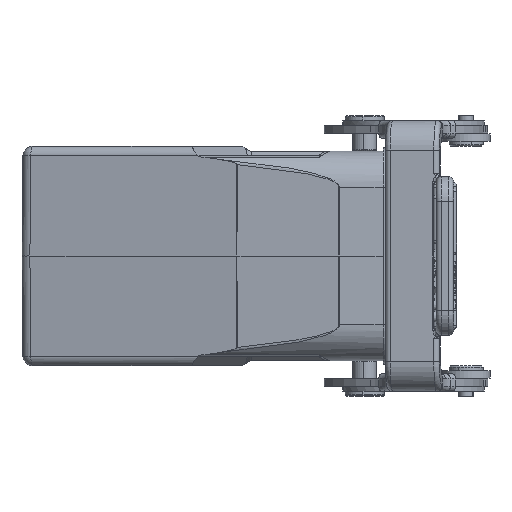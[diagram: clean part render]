
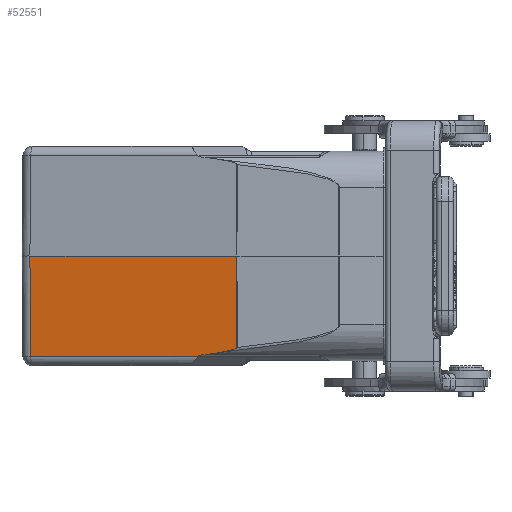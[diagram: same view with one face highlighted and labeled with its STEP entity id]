
A CAD part, left-side view. The second image highlights one B-rep face of the part: STEP entity #52551.
In plain terms, the highlighted planar face has unit normal (-0.982, 0.191, -0.009).
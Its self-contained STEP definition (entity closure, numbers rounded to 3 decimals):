
#4452=CARTESIAN_POINT('',(-43.44,5.83,
-20.136));
#4453=CARTESIAN_POINT('',(-43.487,5.586,
-20.103));
#4454=CARTESIAN_POINT('',(-43.582,5.101,
-20.035));
#4455=CARTESIAN_POINT('',(-43.724,4.38,
-19.928));
#4456=CARTESIAN_POINT('',(-43.815,3.912,
-19.855));
#4457=CARTESIAN_POINT('',(-43.861,3.676,
-19.818));
#13959=DIRECTION('',(-0.13,-0.634,0.763));
#13960=VECTOR('',#13959,0.221);
#13961=CARTESIAN_POINT('',(-43.023,7.954,
-20.517));
#13962=LINE('',#13961,#13960);
#13971=DIRECTION('',(-0.007,0.009,1.));
#13972=VECTOR('',#13971,20.519);
#13973=CARTESIAN_POINT('',(-36.366,42.203,
-20.517));
#13974=LINE('',#13973,#13972);
#13975=DIRECTION('',(-0.191,-0.982,0.));
#13976=VECTOR('',#13975,43.124);
#13977=CARTESIAN_POINT('',(-36.514,42.382,
0.));
#13978=LINE('',#13977,#13976);
#13984=CARTESIAN_POINT('',(-43.052,7.814,-20.349));
#13985=CARTESIAN_POINT('',(-43.181,7.151,
-20.296));
#13986=CARTESIAN_POINT('',(-43.311,6.489,
-20.227));
#13987=CARTESIAN_POINT('',(-43.44,5.83,
-20.136));
#14039=DIRECTION('',(-0.191,-0.982,
0.));
#14040=VECTOR('',#14039,34.889);
#14041=CARTESIAN_POINT('',(-36.366,42.203,
-20.517));
#14042=LINE('',#14041,#14040);
#14127=CARTESIAN_POINT('',(-43.861,3.676,
-19.818));
#14128=CARTESIAN_POINT('',(-43.903,3.459,
-19.783));
#14129=CARTESIAN_POINT('',(-43.985,3.046,
-19.713));
#14130=CARTESIAN_POINT('',(-44.086,2.526,
-19.617));
#14131=CARTESIAN_POINT('',(-44.175,2.075,
-19.526));
#14132=CARTESIAN_POINT('',(-44.251,1.686,
-19.44));
#14133=CARTESIAN_POINT('',(-44.317,1.351,
-19.359));
#14134=CARTESIAN_POINT('',(-44.374,1.064,
-19.281));
#14135=CARTESIAN_POINT('',(-44.423,0.812,
-19.207));
#14136=CARTESIAN_POINT('',(-44.492,0.463,
-19.085));
#14137=CARTESIAN_POINT('',(-44.543,0.207,
-18.975));
#14138=CARTESIAN_POINT('',(-44.57,0.073,
-18.887));
#14139=CARTESIAN_POINT('',(-44.58,0.023,
-18.831));
#14157=DIRECTION('',(-0.009,0.001,1.));
#14158=VECTOR('',#14157,18.832);
#14159=CARTESIAN_POINT('',(-44.58,0.023,
-18.831));
#14160=LINE('',#14159,#14158);
#22252=CARTESIAN_POINT('',(-44.742,0.05,
0.));
#22254=VERTEX_POINT('',#22252);
#22256=CARTESIAN_POINT('',(-36.514,42.382,
0.));
#22257=VERTEX_POINT('',#22256);
#22281=CARTESIAN_POINT('',(-43.44,5.83,
-20.136));
#22282=VERTEX_POINT('',#22281);
#22283=VERTEX_POINT('',#4457);
#22871=CARTESIAN_POINT('',(-36.366,42.203,
-20.517));
#22872=VERTEX_POINT('',#22871);
#23537=CARTESIAN_POINT('',(-43.023,7.954,
-20.517));
#23538=CARTESIAN_POINT('',(-43.052,7.814,-20.349));
#23539=VERTEX_POINT('',#23537);
#23540=VERTEX_POINT('',#23538);
#23545=CARTESIAN_POINT('',(-44.58,0.023,
-18.831));
#23546=VERTEX_POINT('',#23545);
#52531=CARTESIAN_POINT('',(-46.119,-7.035,0.));
#52532=DIRECTION('',(-0.982,0.191,-0.009));
#52533=DIRECTION('',(-0.191,-0.982,0.));
#52534=AXIS2_PLACEMENT_3D('',#52531,#52532,#52533);
#52535=PLANE('',#52534);
#52536=ORIENTED_EDGE('',*,*,#35083,.F.);
#52538=ORIENTED_EDGE('',*,*,#52537,.F.);
#52539=ORIENTED_EDGE('',*,*,#52514,.F.);
#52541=ORIENTED_EDGE('',*,*,#52540,.F.);
#52542=ORIENTED_EDGE('',*,*,#52269,.T.);
#52544=ORIENTED_EDGE('',*,*,#52543,.T.);
#52546=ORIENTED_EDGE('',*,*,#52545,.F.);
#52548=ORIENTED_EDGE('',*,*,#52547,.F.);
#52549=EDGE_LOOP('',(#52536,#52538,#52539,#52541,#52542,#52544,#52546,#52548));
#52550=FACE_OUTER_BOUND('',#52549,.F.);
#52551=ADVANCED_FACE('',(#52550),#52535,.T.);
#4458=B_SPLINE_CURVE_WITH_KNOTS('',3,(#4452,#4453,#4454,#4455,#4456,#4457),
.UNSPECIFIED.,.F.,.F.,(4,1,1,4),(0.,0.333,0.667,1.),
.UNSPECIFIED.);
#13988=B_SPLINE_CURVE_WITH_KNOTS('',3,(#13984,#13985,#13986,#13987),
.UNSPECIFIED.,.F.,.F.,(4,4),(0.,1.),.UNSPECIFIED.);
#14140=B_SPLINE_CURVE_WITH_KNOTS('',3,(#14127,#14128,#14129,#14130,#14131,
#14132,#14133,#14134,#14135,#14136,#14137,#14138,#14139),.UNSPECIFIED.,.F.,.F.,(
4,1,1,1,1,1,1,1,1,1,4),(0.,0.1,0.2,0.3,0.4,0.5,0.6,0.7,0.8,
0.9,1.),.UNSPECIFIED.);
#35083=EDGE_CURVE('',#22282,#22283,#4458,.T.);
#52269=EDGE_CURVE('',#22872,#22257,#13974,.T.);
#52514=EDGE_CURVE('',#23539,#23540,#13962,.T.);
#52537=EDGE_CURVE('',#23540,#22282,#13988,.T.);
#52540=EDGE_CURVE('',#22872,#23539,#14042,.T.);
#52543=EDGE_CURVE('',#22257,#22254,#13978,.T.);
#52545=EDGE_CURVE('',#23546,#22254,#14160,.T.);
#52547=EDGE_CURVE('',#22283,#23546,#14140,.T.);
